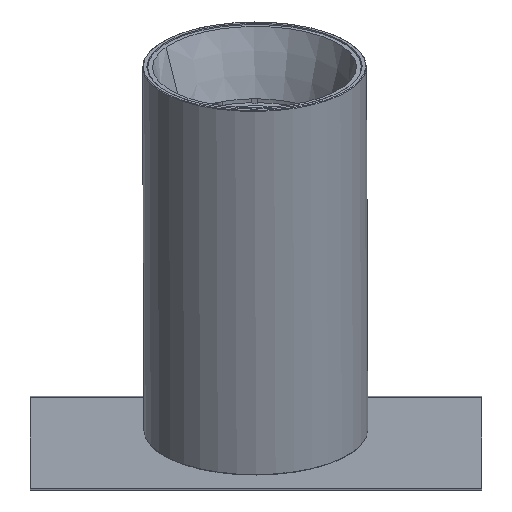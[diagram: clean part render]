
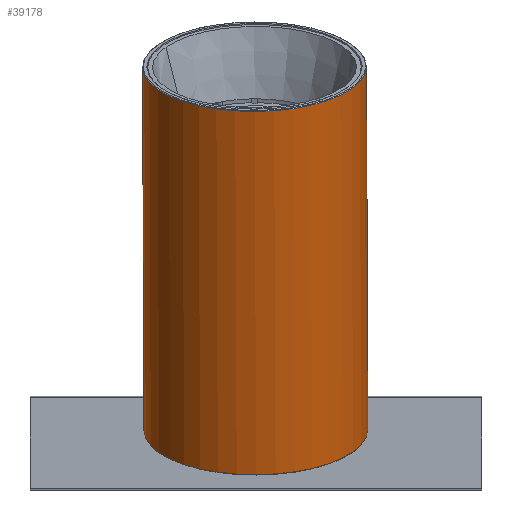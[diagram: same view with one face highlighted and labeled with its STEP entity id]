
A CAD part, front view. The second image highlights one B-rep face of the part: STEP entity #39178.
In plain terms, the highlighted cylindrical face has radius 31 mm (diameter 62 mm), a partial arc.
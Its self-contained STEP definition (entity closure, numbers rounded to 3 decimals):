
#2144 = EDGE_CURVE ( 'NONE', #14401, #89946, #2403, .T. ) ;
#2403 = CIRCLE ( 'NONE', #55383, 31. ) ;
#3454 = CARTESIAN_POINT ( 'NONE',  ( 31., 0., -116.794 ) ) ;
#4238 = ORIENTED_EDGE ( 'NONE', *, *, #2144, .T. ) ;
#5046 = DIRECTION ( 'NONE',  ( -1., 0., 0. ) ) ;
#8910 = DIRECTION ( 'NONE',  ( 0., 0., -1. ) ) ;
#11570 = LINE ( 'NONE', #3454, #19872 ) ;
#14401 = VERTEX_POINT ( 'NONE', #103855 ) ;
#15642 = DIRECTION ( 'NONE',  ( 0., 0., -1. ) ) ;
#19872 = VECTOR ( 'NONE', #102473, 1000. ) ;
#21537 = VERTEX_POINT ( 'NONE', #100567 ) ;
#23792 = AXIS2_PLACEMENT_3D ( 'NONE', #56468, #101919, #109249 ) ;
#24430 = CIRCLE ( 'NONE', #23792, 31. ) ;
#39178 = ADVANCED_FACE ( 'NONE', ( #83853 ), #60222, .T. ) ;
#47516 = CARTESIAN_POINT ( 'NONE',  ( -31., 0., -0.2 ) ) ;
#49811 = DIRECTION ( 'NONE',  ( -1., 0., 0. ) ) ;
#55383 = AXIS2_PLACEMENT_3D ( 'NONE', #57096, #84641, #5046 ) ;
#56468 = CARTESIAN_POINT ( 'NONE',  ( 0., 0., -109.8 ) ) ;
#57096 = CARTESIAN_POINT ( 'NONE',  ( 0., 0., -0.2 ) ) ;
#60222 = CYLINDRICAL_SURFACE ( 'NONE', #70704, 31. ) ;
#68865 = CARTESIAN_POINT ( 'NONE',  ( 0., 0., -116.794 ) ) ;
#69280 = EDGE_CURVE ( 'NONE', #21537, #74936, #24430, .T. ) ;
#69955 = EDGE_LOOP ( 'NONE', ( #113758, #4238, #74310, #83453 ) ) ;
#70704 = AXIS2_PLACEMENT_3D ( 'NONE', #68865, #15642, #49811 ) ;
#74310 = ORIENTED_EDGE ( 'NONE', *, *, #113452, .T. ) ;
#74936 = VERTEX_POINT ( 'NONE', #99973 ) ;
#77503 = LINE ( 'NONE', #78857, #85842 ) ;
#78857 = CARTESIAN_POINT ( 'NONE',  ( -31., 0., -116.794 ) ) ;
#83453 = ORIENTED_EDGE ( 'NONE', *, *, #69280, .T. ) ;
#83853 = FACE_OUTER_BOUND ( 'NONE', #69955, .T. ) ;
#84641 = DIRECTION ( 'NONE',  ( 0., 0., -1. ) ) ;
#85842 = VECTOR ( 'NONE', #8910, 1000. ) ;
#89534 = EDGE_CURVE ( 'NONE', #14401, #74936, #11570, .T. ) ;
#89946 = VERTEX_POINT ( 'NONE', #47516 ) ;
#99973 = CARTESIAN_POINT ( 'NONE',  ( 31., 0., -109.8 ) ) ;
#100567 = CARTESIAN_POINT ( 'NONE',  ( -31., 0., -109.8 ) ) ;
#101919 = DIRECTION ( 'NONE',  ( 0., 0., 1. ) ) ;
#102473 = DIRECTION ( 'NONE',  ( 0., 0., -1. ) ) ;
#103855 = CARTESIAN_POINT ( 'NONE',  ( 31., 0., -0.2 ) ) ;
#109249 = DIRECTION ( 'NONE',  ( 1., 0., 0. ) ) ;
#113452 = EDGE_CURVE ( 'NONE', #89946, #21537, #77503, .T. ) ;
#113758 = ORIENTED_EDGE ( 'NONE', *, *, #89534, .F. ) ;
